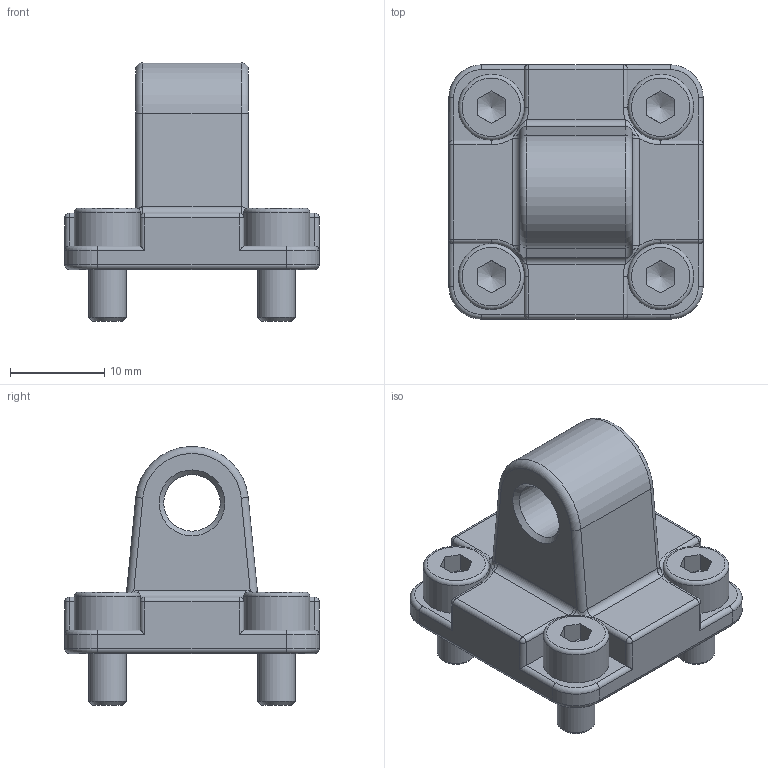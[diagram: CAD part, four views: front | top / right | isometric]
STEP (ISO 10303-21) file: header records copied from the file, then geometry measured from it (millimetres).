
FILE_DESCRIPTION(/* description */ (''),/* implementation_level */ '2;1');
FILE_NAME(/* name */ 'CAD_108243.stp',/* time_stamp */ '2021-01-19T10:09:43+01:00',/* author */ ('Hypex'),/* organization */ ('Hypex'),/* preprocessor_version */ 'ST-DEVELOPER v18',/* originating_system */ 'Autodesk Inventor 2020',/* authorisation */ '');
FILE_SCHEMA (('AUTOMOTIVE_DESIGN { 1 0 10303 214 3 1 1 }'));
Length unit declared in the file: millimetre
Products named in the file (1): CAD_108243
Bounding box: 27 x 27 x 27.48 mm (x, y, z)
Volume: 5908.7 mm3; surface area: 3696.4 mm2
Topology: 1 solids, 1 shells, 173 faces, 432 edges, 270 vertices
Faces by surface type: plane 62, cylinder 59, torus 22, bspline 12, cone 10, sphere 8
Full cylindrical faces by diameter (mm): 4 x4, 4.5 x4, 6 x1, 7 x4, 10 x1
Entity records: 5709 total; most frequent: CARTESIAN_POINT 1385, DIRECTION 882, ORIENTED_EDGE 856, EDGE_CURVE 428, AXIS2_PLACEMENT_3D 352, VERTEX_POINT 270, EDGE_LOOP 188, CIRCLE 182
